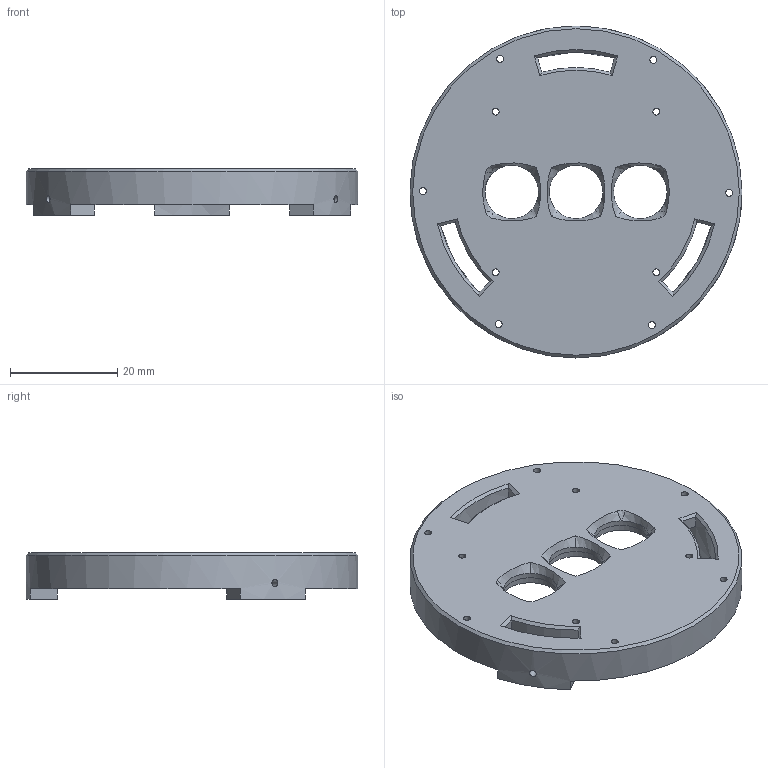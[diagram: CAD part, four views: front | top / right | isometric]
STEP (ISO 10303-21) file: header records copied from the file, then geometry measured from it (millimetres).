
FILE_DESCRIPTION(('HOOPS Exchange Step'),'2;1');
FILE_NAME('temp_export','2023-06-13T19:31:59-04:00',('gmoua'),('Shapr3D Limited'),'HOOPS Exchange 2022.2','Shapr3D','Authorized');
FILE_SCHEMA( ('AUTOMOTIVE_DESIGN { 1 0 10303 214 1 1 1 1 }') );
Length unit declared in the file: millimetre
Products named in the file (1): Lens Housing
Bounding box: 62 x 62 x 8.7 mm (x, y, z)
Volume: 12084.2 mm3; surface area: 8433.5 mm2
Topology: 1 solids, 1 shells, 78 faces, 241 edges, 162 vertices
Faces by surface type: plane 30, cylinder 25, bspline 16, cone 7
Full cylindrical faces by diameter (mm): 1.3 x13, 10 x3, 11 x3, 38 x1, 52.2 x1, 62 x1
Entity records: 6551 total; most frequent: CARTESIAN_POINT 4427, ORIENTED_EDGE 474, DIRECTION 369, EDGE_CURVE 237, VERTEX_POINT 162, AXIS2_PLACEMENT_3D 142, EDGE_LOOP 117, FACE_BOUND 117
